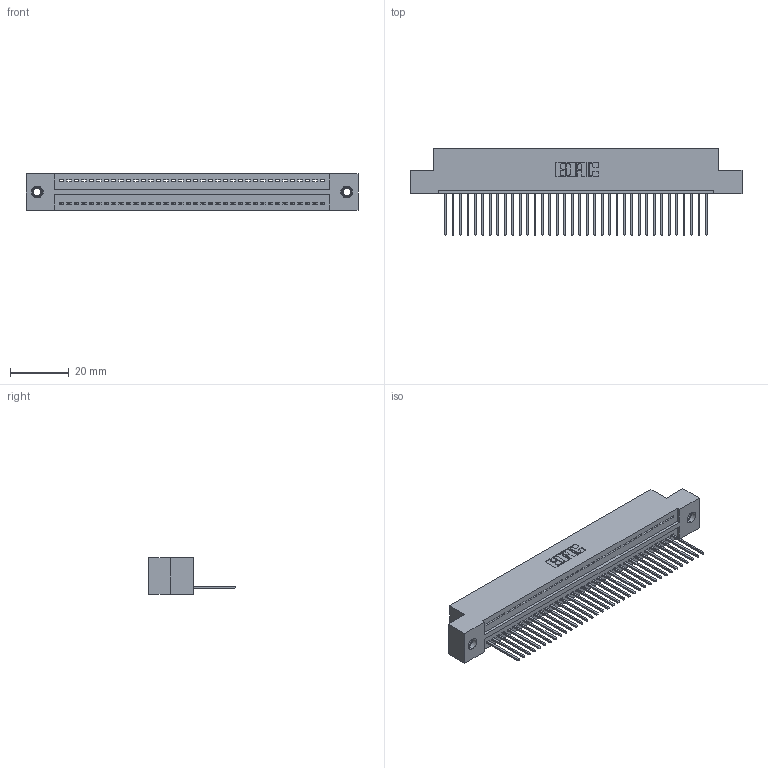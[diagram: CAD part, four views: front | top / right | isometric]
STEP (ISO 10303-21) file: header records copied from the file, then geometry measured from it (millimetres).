
FILE_DESCRIPTION (( 'STEP AP203' ), '1' );
FILE_NAME ('325-036-540-107.STEP', '2020-02-24T20:34:04', ( '' ), ( '' ), 'SwSTEP 2.0', 'SolidWorks 2016', '' );
FILE_SCHEMA (( 'CONFIG_CONTROL_DESIGN' ));
Length unit declared in the file: inch
Products named in the file (4): 325 Part_TI; 325-292-001_325-293-140; 345-250-001_345-250-005-103; 325-036-540-107
Assembly tree (39 placements, depth 2):
  325-036-540-107
    325 Part_TI
    325-292-001_325-293-140  x36
    345-250-001_345-250-005-103  x2
Bounding box: 113.16 x 29.46 x 12.45 mm (x, y, z)
Volume: 14353.5 mm3; surface area: 15967.2 mm2
Topology: 39 solids, 39 shells, 2262 faces, 6783 edges, 4466 vertices
Faces by surface type: plane 1614, cylinder 632, cone 12, torus 4
Entity records: 23988 total; most frequent: CARTESIAN_POINT 4121, ORIENTED_EDGE 4086, DIRECTION 3521, EDGE_CURVE 2043, VECTOR 1895, LINE 1895, VERTEX_POINT 1356, AXIS2_PLACEMENT_3D 813
